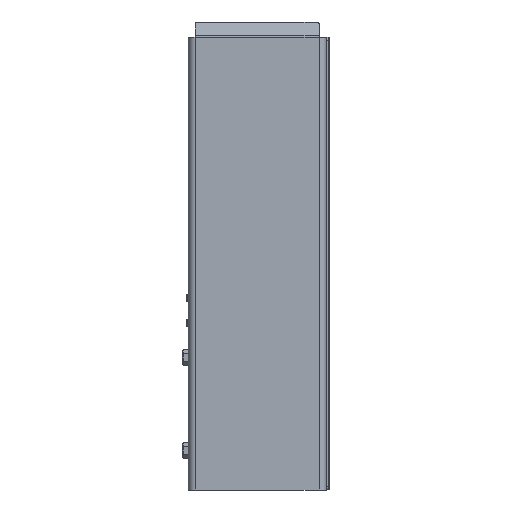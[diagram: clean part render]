
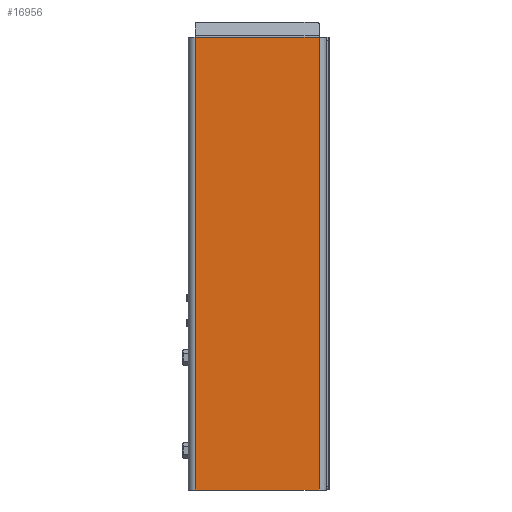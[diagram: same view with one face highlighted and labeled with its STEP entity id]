
A CAD part, front view. The second image highlights one B-rep face of the part: STEP entity #16956.
In plain terms, the highlighted planar face has unit normal (0, -1, 0).
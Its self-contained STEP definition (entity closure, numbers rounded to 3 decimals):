
#2102=FACE_OUTER_BOUND('',#3233,.T.);
#3233=EDGE_LOOP('',(#13029,#13030,#13031,#13032));
#4513=LINE('',#26984,#5865);
#4523=LINE('',#27014,#5875);
#4524=LINE('',#27016,#5876);
#4525=LINE('',#27017,#5877);
#5865=VECTOR('',#21501,10.);
#5875=VECTOR('',#21543,10.);
#5876=VECTOR('',#21544,10.);
#5877=VECTOR('',#21545,10.);
#7619=VERTEX_POINT('',#26981);
#7620=VERTEX_POINT('',#26983);
#7624=VERTEX_POINT('',#27010);
#7625=VERTEX_POINT('',#27015);
#9554=EDGE_CURVE('',#7619,#7620,#4513,.T.);
#9570=EDGE_CURVE('',#7620,#7624,#4523,.T.);
#9571=EDGE_CURVE('',#7619,#7625,#4524,.T.);
#9572=EDGE_CURVE('',#7624,#7625,#4525,.T.);
#13029=ORIENTED_EDGE('',*,*,#9570,.F.);
#13030=ORIENTED_EDGE('',*,*,#9554,.F.);
#13031=ORIENTED_EDGE('',*,*,#9571,.T.);
#13032=ORIENTED_EDGE('',*,*,#9572,.F.);
#16183=PLANE('',#18395);
#16956=ADVANCED_FACE('',(#2102),#16183,.T.);
#18395=AXIS2_PLACEMENT_3D('',#27013,#21541,#21542);
#21501=DIRECTION('',(1.,0.,0.));
#21541=DIRECTION('center_axis',(0.,-1.,0.));
#21542=DIRECTION('ref_axis',(0.,0.,-1.));
#21543=DIRECTION('',(0.,0.,-1.));
#21544=DIRECTION('',(0.,0.,-1.));
#21545=DIRECTION('',(-1.,0.,0.));
#26981=CARTESIAN_POINT('',(-63.1,-120.75,450.));
#26983=CARTESIAN_POINT('',(60.1,-120.75,450.));
#26984=CARTESIAN_POINT('',(67.498,-120.75,450.));
#27010=CARTESIAN_POINT('',(60.1,-120.75,0.));
#27013=CARTESIAN_POINT('Origin',(-70.357,-120.75,225.));
#27014=CARTESIAN_POINT('',(60.1,-120.75,225.));
#27015=CARTESIAN_POINT('',(-63.1,-120.75,0.));
#27016=CARTESIAN_POINT('',(-63.1,-120.75,225.));
#27017=CARTESIAN_POINT('',(-226.312,-120.75,0.));
